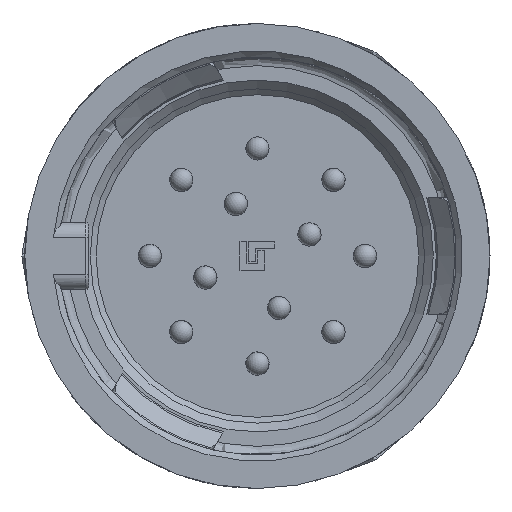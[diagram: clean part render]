
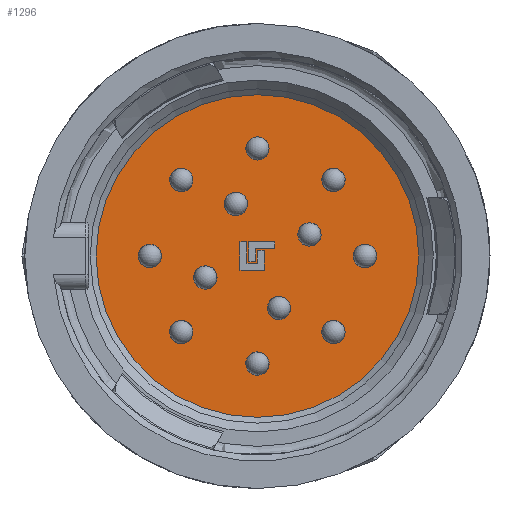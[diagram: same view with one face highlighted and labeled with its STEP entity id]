
A CAD part, left-side view. The second image highlights one B-rep face of the part: STEP entity #1296.
In plain terms, the highlighted planar face has unit normal (-1, 0, 0).
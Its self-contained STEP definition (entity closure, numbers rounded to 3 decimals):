
#484=LINE('',#8747,#700);
#485=LINE('',#8750,#701);
#486=LINE('',#8752,#702);
#487=LINE('',#8754,#703);
#488=LINE('',#8756,#704);
#489=LINE('',#8758,#705);
#490=LINE('',#8759,#706);
#491=LINE('',#8762,#707);
#492=LINE('',#8764,#708);
#493=LINE('',#8766,#709);
#494=LINE('',#8768,#710);
#495=LINE('',#8770,#711);
#496=LINE('',#8772,#712);
#497=LINE('',#8774,#713);
#700=VECTOR('',#5459,1.);
#701=VECTOR('',#5460,1.);
#702=VECTOR('',#5461,1.);
#703=VECTOR('',#5462,1.);
#704=VECTOR('',#5463,1.);
#705=VECTOR('',#5464,1.);
#706=VECTOR('',#5465,1.);
#707=VECTOR('',#5466,1.);
#708=VECTOR('',#5467,1.);
#709=VECTOR('',#5468,1.);
#710=VECTOR('',#5469,1.);
#711=VECTOR('',#5470,1.);
#712=VECTOR('',#5471,1.);
#713=VECTOR('',#5472,1.);
#1159=PLANE('',#4748);
#1296=ADVANCED_FACE('',(#1622,#1623,#1624,#1625,#1626,#1627,#1628,#1629,
#1630,#1631,#1632,#1633,#1634,#1635,#1636),#1159,.F.);
#1622=FACE_BOUND('',#1797,.T.);
#1623=FACE_BOUND('',#1798,.T.);
#1624=FACE_BOUND('',#1799,.T.);
#1625=FACE_BOUND('',#1800,.T.);
#1626=FACE_BOUND('',#1801,.T.);
#1627=FACE_BOUND('',#1802,.T.);
#1628=FACE_BOUND('',#1803,.T.);
#1629=FACE_BOUND('',#1804,.T.);
#1630=FACE_BOUND('',#1805,.T.);
#1631=FACE_BOUND('',#1806,.T.);
#1632=FACE_BOUND('',#1807,.T.);
#1633=FACE_BOUND('',#1808,.T.);
#1634=FACE_BOUND('',#1809,.T.);
#1635=FACE_BOUND('',#1810,.T.);
#1636=FACE_BOUND('',#1811,.T.);
#1797=EDGE_LOOP('',(#2582));
#1798=EDGE_LOOP('',(#2583));
#1799=EDGE_LOOP('',(#2584));
#1800=EDGE_LOOP('',(#2585));
#1801=EDGE_LOOP('',(#2586));
#1802=EDGE_LOOP('',(#2587));
#1803=EDGE_LOOP('',(#2588));
#1804=EDGE_LOOP('',(#2589));
#1805=EDGE_LOOP('',(#2590));
#1806=EDGE_LOOP('',(#2591));
#1807=EDGE_LOOP('',(#2592));
#1808=EDGE_LOOP('',(#2593));
#1809=EDGE_LOOP('',(#2594,#2595,#2596,#2597,#2598,#2599));
#1810=EDGE_LOOP('',(#2600,#2601,#2602,#2603,#2604,#2605,#2606,#2607));
#1811=EDGE_LOOP('',(#2608));
#2582=ORIENTED_EDGE('',*,*,#4096,.T.);
#2583=ORIENTED_EDGE('',*,*,#4097,.T.);
#2584=ORIENTED_EDGE('',*,*,#4098,.T.);
#2585=ORIENTED_EDGE('',*,*,#4099,.T.);
#2586=ORIENTED_EDGE('',*,*,#4100,.T.);
#2587=ORIENTED_EDGE('',*,*,#4101,.T.);
#2588=ORIENTED_EDGE('',*,*,#4102,.T.);
#2589=ORIENTED_EDGE('',*,*,#4103,.T.);
#2590=ORIENTED_EDGE('',*,*,#4104,.T.);
#2591=ORIENTED_EDGE('',*,*,#4105,.T.);
#2592=ORIENTED_EDGE('',*,*,#4106,.T.);
#2593=ORIENTED_EDGE('',*,*,#4107,.T.);
#2594=ORIENTED_EDGE('',*,*,#4108,.T.);
#2595=ORIENTED_EDGE('',*,*,#4109,.T.);
#2596=ORIENTED_EDGE('',*,*,#4110,.T.);
#2597=ORIENTED_EDGE('',*,*,#4111,.T.);
#2598=ORIENTED_EDGE('',*,*,#4112,.T.);
#2599=ORIENTED_EDGE('',*,*,#4113,.T.);
#2600=ORIENTED_EDGE('',*,*,#4114,.T.);
#2601=ORIENTED_EDGE('',*,*,#4115,.T.);
#2602=ORIENTED_EDGE('',*,*,#4116,.T.);
#2603=ORIENTED_EDGE('',*,*,#4117,.T.);
#2604=ORIENTED_EDGE('',*,*,#4118,.T.);
#2605=ORIENTED_EDGE('',*,*,#4119,.T.);
#2606=ORIENTED_EDGE('',*,*,#4120,.T.);
#2607=ORIENTED_EDGE('',*,*,#4121,.T.);
#2608=ORIENTED_EDGE('',*,*,#4122,.T.);
#3596=VERTEX_POINT('',#8724);
#3597=VERTEX_POINT('',#8726);
#3598=VERTEX_POINT('',#8728);
#3599=VERTEX_POINT('',#8730);
#3600=VERTEX_POINT('',#8732);
#3601=VERTEX_POINT('',#8734);
#3602=VERTEX_POINT('',#8736);
#3603=VERTEX_POINT('',#8738);
#3604=VERTEX_POINT('',#8740);
#3605=VERTEX_POINT('',#8742);
#3606=VERTEX_POINT('',#8744);
#3607=VERTEX_POINT('',#8746);
#3608=VERTEX_POINT('',#8748);
#3609=VERTEX_POINT('',#8749);
#3610=VERTEX_POINT('',#8751);
#3611=VERTEX_POINT('',#8753);
#3612=VERTEX_POINT('',#8755);
#3613=VERTEX_POINT('',#8757);
#3614=VERTEX_POINT('',#8760);
#3615=VERTEX_POINT('',#8761);
#3616=VERTEX_POINT('',#8763);
#3617=VERTEX_POINT('',#8765);
#3618=VERTEX_POINT('',#8767);
#3619=VERTEX_POINT('',#8769);
#3620=VERTEX_POINT('',#8771);
#3621=VERTEX_POINT('',#8773);
#3622=VERTEX_POINT('',#8776);
#4096=EDGE_CURVE('',#3596,#3596,#4462,.T.);
#4097=EDGE_CURVE('',#3597,#3597,#4463,.T.);
#4098=EDGE_CURVE('',#3598,#3598,#4464,.T.);
#4099=EDGE_CURVE('',#3599,#3599,#4465,.T.);
#4100=EDGE_CURVE('',#3600,#3600,#4466,.T.);
#4101=EDGE_CURVE('',#3601,#3601,#4467,.T.);
#4102=EDGE_CURVE('',#3602,#3602,#4468,.T.);
#4103=EDGE_CURVE('',#3603,#3603,#4469,.T.);
#4104=EDGE_CURVE('',#3604,#3604,#4470,.T.);
#4105=EDGE_CURVE('',#3605,#3605,#4471,.T.);
#4106=EDGE_CURVE('',#3606,#3606,#4472,.T.);
#4107=EDGE_CURVE('',#3607,#3607,#4473,.T.);
#4108=EDGE_CURVE('',#3608,#3609,#484,.T.);
#4109=EDGE_CURVE('',#3609,#3610,#485,.T.);
#4110=EDGE_CURVE('',#3610,#3611,#486,.T.);
#4111=EDGE_CURVE('',#3611,#3612,#487,.T.);
#4112=EDGE_CURVE('',#3612,#3613,#488,.T.);
#4113=EDGE_CURVE('',#3613,#3608,#489,.T.);
#4114=EDGE_CURVE('',#3614,#3615,#490,.T.);
#4115=EDGE_CURVE('',#3615,#3616,#491,.T.);
#4116=EDGE_CURVE('',#3616,#3617,#492,.T.);
#4117=EDGE_CURVE('',#3617,#3618,#493,.T.);
#4118=EDGE_CURVE('',#3618,#3619,#494,.T.);
#4119=EDGE_CURVE('',#3619,#3620,#495,.T.);
#4120=EDGE_CURVE('',#3620,#3621,#496,.T.);
#4121=EDGE_CURVE('',#3621,#3614,#497,.T.);
#4122=EDGE_CURVE('',#3622,#3622,#4474,.T.);
#4462=CIRCLE('',#4735,0.4);
#4463=CIRCLE('',#4736,0.4);
#4464=CIRCLE('',#4737,0.4);
#4465=CIRCLE('',#4738,0.4);
#4466=CIRCLE('',#4739,0.4);
#4467=CIRCLE('',#4740,0.4);
#4468=CIRCLE('',#4741,0.4);
#4469=CIRCLE('',#4742,0.4);
#4470=CIRCLE('',#4743,0.4);
#4471=CIRCLE('',#4744,0.4);
#4472=CIRCLE('',#4745,0.4);
#4473=CIRCLE('',#4746,0.4);
#4474=CIRCLE('',#4747,5.55);
#4735=AXIS2_PLACEMENT_3D('',#8723,#5435,#5436);
#4736=AXIS2_PLACEMENT_3D('',#8725,#5437,#5438);
#4737=AXIS2_PLACEMENT_3D('',#8727,#5439,#5440);
#4738=AXIS2_PLACEMENT_3D('',#8729,#5441,#5442);
#4739=AXIS2_PLACEMENT_3D('',#8731,#5443,#5444);
#4740=AXIS2_PLACEMENT_3D('',#8733,#5445,#5446);
#4741=AXIS2_PLACEMENT_3D('',#8735,#5447,#5448);
#4742=AXIS2_PLACEMENT_3D('',#8737,#5449,#5450);
#4743=AXIS2_PLACEMENT_3D('',#8739,#5451,#5452);
#4744=AXIS2_PLACEMENT_3D('',#8741,#5453,#5454);
#4745=AXIS2_PLACEMENT_3D('',#8743,#5455,#5456);
#4746=AXIS2_PLACEMENT_3D('',#8745,#5457,#5458);
#4747=AXIS2_PLACEMENT_3D('',#8775,#5473,#5474);
#4748=AXIS2_PLACEMENT_3D('',#8777,#5475,#5476);
#5435=DIRECTION('',(1.,0.,0.));
#5436=DIRECTION('',(0.,0.,-1.));
#5437=DIRECTION('',(1.,0.,0.));
#5438=DIRECTION('',(0.,0.,-1.));
#5439=DIRECTION('',(1.,0.,0.));
#5440=DIRECTION('',(0.,0.,-1.));
#5441=DIRECTION('',(1.,0.,0.));
#5442=DIRECTION('',(0.,0.,-1.));
#5443=DIRECTION('',(1.,0.,0.));
#5444=DIRECTION('',(0.,0.,-1.));
#5445=DIRECTION('',(1.,0.,0.));
#5446=DIRECTION('',(0.,0.,-1.));
#5447=DIRECTION('',(1.,0.,0.));
#5448=DIRECTION('',(0.,0.,-1.));
#5449=DIRECTION('',(1.,0.,0.));
#5450=DIRECTION('',(0.,0.,-1.));
#5451=DIRECTION('',(1.,0.,0.));
#5452=DIRECTION('',(0.,0.,-1.));
#5453=DIRECTION('',(1.,0.,0.));
#5454=DIRECTION('',(0.,0.,-1.));
#5455=DIRECTION('',(1.,0.,0.));
#5456=DIRECTION('',(0.,0.,-1.));
#5457=DIRECTION('',(1.,0.,0.));
#5458=DIRECTION('',(0.,0.,-1.));
#5459=DIRECTION('',(0.,0.,1.));
#5460=DIRECTION('',(0.,-1.,0.));
#5461=DIRECTION('',(0.,0.,-1.));
#5462=DIRECTION('',(0.,1.,0.));
#5463=DIRECTION('',(0.,0.,-1.));
#5464=DIRECTION('',(0.,1.,0.));
#5465=DIRECTION('',(0.,1.,0.));
#5466=DIRECTION('',(0.,0.,1.));
#5467=DIRECTION('',(0.,-1.,0.));
#5468=DIRECTION('',(0.,0.,-1.));
#5469=DIRECTION('',(0.,-1.,0.));
#5470=DIRECTION('',(0.,0.,1.));
#5471=DIRECTION('',(0.,-1.,0.));
#5472=DIRECTION('',(0.,0.,-1.));
#5473=DIRECTION('',(-1.,0.,0.));
#5474=DIRECTION('',(0.,0.,-1.));
#5475=DIRECTION('',(1.,0.,0.));
#5476=DIRECTION('',(0.,0.,-1.));
#8723=CARTESIAN_POINT('',(10.4,-2.616,2.616));
#8724=CARTESIAN_POINT('',(10.4,-2.616,2.216));
#8725=CARTESIAN_POINT('',(10.4,0.,3.7));
#8726=CARTESIAN_POINT('',(10.4,0.,3.3));
#8727=CARTESIAN_POINT('',(10.4,-3.7,0.));
#8728=CARTESIAN_POINT('',(10.4,-3.7,-0.4));
#8729=CARTESIAN_POINT('',(10.4,-1.79,0.74));
#8730=CARTESIAN_POINT('',(10.4,-1.79,0.34));
#8731=CARTESIAN_POINT('',(10.4,2.616,-2.616));
#8732=CARTESIAN_POINT('',(10.4,2.616,-3.016));
#8733=CARTESIAN_POINT('',(10.4,2.616,2.616));
#8734=CARTESIAN_POINT('',(10.4,2.616,2.216));
#8735=CARTESIAN_POINT('',(10.4,1.79,-0.74));
#8736=CARTESIAN_POINT('',(10.4,1.79,-1.14));
#8737=CARTESIAN_POINT('',(10.4,3.7,0.));
#8738=CARTESIAN_POINT('',(10.4,3.7,-0.4));
#8739=CARTESIAN_POINT('',(10.4,0.74,1.79));
#8740=CARTESIAN_POINT('',(10.4,0.74,1.39));
#8741=CARTESIAN_POINT('',(10.4,-0.74,-1.79));
#8742=CARTESIAN_POINT('',(10.4,-0.74,-2.19));
#8743=CARTESIAN_POINT('',(10.4,-2.616,-2.616));
#8744=CARTESIAN_POINT('',(10.4,-2.616,-3.016));
#8745=CARTESIAN_POINT('',(10.4,0.,-3.7));
#8746=CARTESIAN_POINT('',(10.4,0.,-4.1));
#8747=CARTESIAN_POINT('',(10.4,0.3,-0.19));
#8748=CARTESIAN_POINT('',(10.4,0.3,-0.19));
#8749=CARTESIAN_POINT('',(10.4,0.3,0.49));
#8750=CARTESIAN_POINT('',(10.4,0.3,0.49));
#8751=CARTESIAN_POINT('',(10.4,-0.6,0.49));
#8752=CARTESIAN_POINT('',(10.4,-0.6,0.49));
#8753=CARTESIAN_POINT('',(10.4,-0.6,0.25));
#8754=CARTESIAN_POINT('',(10.4,-0.6,0.25));
#8755=CARTESIAN_POINT('',(10.4,0.06,0.25));
#8756=CARTESIAN_POINT('',(10.4,0.06,0.25));
#8757=CARTESIAN_POINT('',(10.4,0.06,-0.19));
#8758=CARTESIAN_POINT('',(10.4,0.06,-0.19));
#8759=CARTESIAN_POINT('',(10.4,-0.24,-0.49));
#8760=CARTESIAN_POINT('',(10.4,-0.24,-0.49));
#8761=CARTESIAN_POINT('',(10.4,0.6,-0.49));
#8762=CARTESIAN_POINT('',(10.4,0.6,-0.49));
#8763=CARTESIAN_POINT('',(10.4,0.6,0.49));
#8764=CARTESIAN_POINT('',(10.4,0.6,0.49));
#8765=CARTESIAN_POINT('',(10.4,0.36,0.49));
#8766=CARTESIAN_POINT('',(10.4,0.36,0.49));
#8767=CARTESIAN_POINT('',(10.4,0.36,-0.25));
#8768=CARTESIAN_POINT('',(10.4,0.36,-0.25));
#8769=CARTESIAN_POINT('',(10.4,0.,-0.25));
#8770=CARTESIAN_POINT('',(10.4,0.,-0.25));
#8771=CARTESIAN_POINT('',(10.4,0.,0.19));
#8772=CARTESIAN_POINT('',(10.4,0.,0.19));
#8773=CARTESIAN_POINT('',(10.4,-0.24,0.19));
#8774=CARTESIAN_POINT('',(10.4,-0.24,0.19));
#8775=CARTESIAN_POINT('',(10.4,0.,0.));
#8776=CARTESIAN_POINT('',(10.4,0.,-5.55));
#8777=CARTESIAN_POINT('',(10.4,0.,0.));
